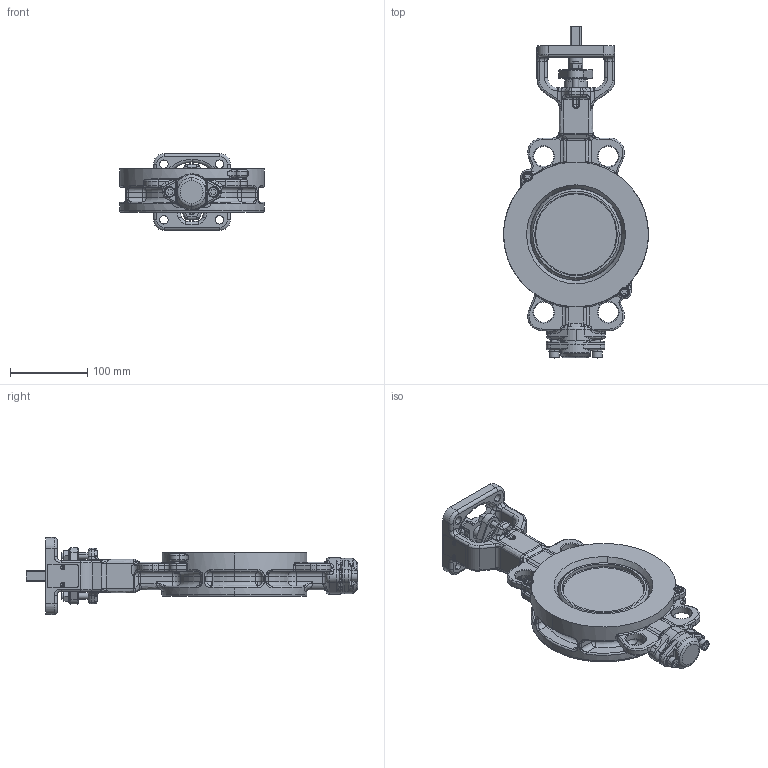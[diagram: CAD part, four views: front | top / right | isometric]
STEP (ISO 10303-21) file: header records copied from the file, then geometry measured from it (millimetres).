
FILE_DESCRIPTION (( 'STEP AP203' ), '1' );
FILE_NAME ('JHP WAFER DN125 VE.STEP', '2018-11-20T10:28:27', ( '' ), ( '' ), 'SwSTEP 2.0', 'SolidWorks 2017', '' );
FILE_SCHEMA (( 'CONFIG_CONTROL_DESIGN' ));
Products named in the file (1): JHP WAFER DN125 VE
Bounding box: 188 x 431 x 100 mm (x, y, z)
Volume: 1425011.6 mm3; surface area: 231926.8 mm2
Topology: 1 solids, 3 shells, 1602 faces, 3943 edges, 2291 vertices
Faces by surface type: cylinder 498, bspline 397, torus 294, plane 287, cone 80, sphere 46
Entity records: 64414 total; most frequent: CARTESIAN_POINT 29493, ORIENTED_EDGE 7710, DIRECTION 7009, EDGE_CURVE 3855, AXIS2_PLACEMENT_3D 2984, VERTEX_POINT 2287, CIRCLE 1778, EDGE_LOOP 1680
